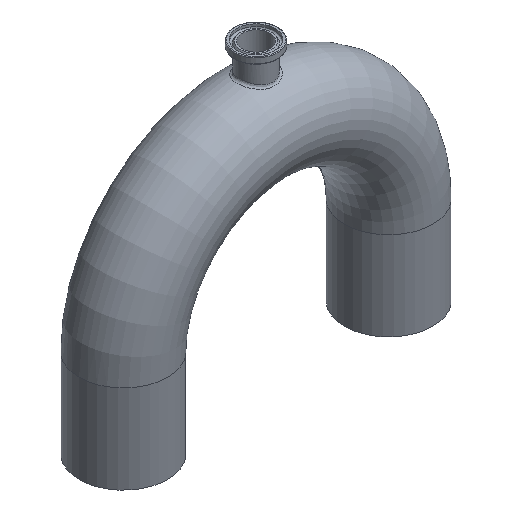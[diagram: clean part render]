
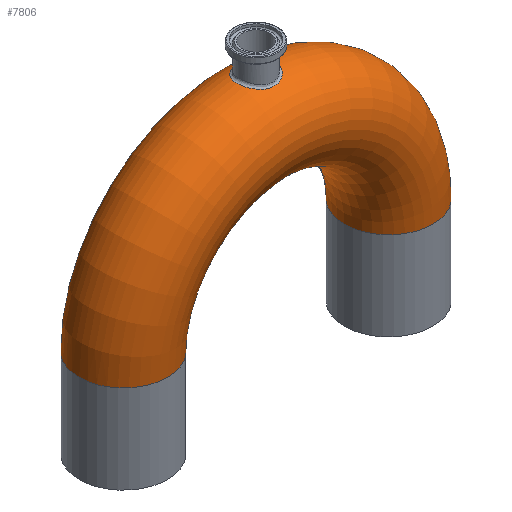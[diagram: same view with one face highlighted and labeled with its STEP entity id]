
A CAD part, isometric view. The second image highlights one B-rep face of the part: STEP entity #7806.
In plain terms, the highlighted toroidal (fillet/blend) face has major radius 76.2 mm and minor radius 25.4 mm.
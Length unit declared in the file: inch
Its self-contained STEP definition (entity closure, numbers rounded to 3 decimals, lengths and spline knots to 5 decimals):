
#20=TOROIDAL_SURFACE('',#8310,3.,1.);
#155=FACE_BOUND('',#1460,.T.);
#156=FACE_BOUND('',#1461,.T.);
#968=FACE_OUTER_BOUND('',#1459,.T.);
#1459=EDGE_LOOP('',(#7267));
#1460=EDGE_LOOP('',(#7268));
#1461=EDGE_LOOP('',(#7269));
#1629=CIRCLE('',#8268,1.);
#1644=CIRCLE('',#8301,1.);
#3041=B_SPLINE_CURVE_WITH_KNOTS('',3,(#17144,#17145,#17146,#17147,#17148,
#17149,#17150,#17151,#17152,#17153,#17154,#17155,#17156,#17157,#17158,#17159,
#17160,#17161,#17162,#17163,#17164,#17165,#17166,#17167,#17168,#17169,#17170,
#17171),.UNSPECIFIED.,.T.,.F.,(4,1,1,1,1,1,1,1,1,1,1,1,1,1,1,1,1,1,1,1,
1,1,1,1,1,4),(-4.52844,-4.20498,-4.09717,-3.6659,
-3.34245,-3.26159,-3.23463,-3.019,
-2.80337,-2.69555,-2.3721,-1.94083,
-1.65332,-1.43769,-1.36581,-1.0783,
-0.50328,-0.46734,-0.21576,0.10769,
0.2155,0.32332,0.43114,0.64677,
1.07804,1.5093),.UNSPECIFIED.);
#3796=VERTEX_POINT('',#16967);
#3797=VERTEX_POINT('',#17113);
#3813=VERTEX_POINT('',#17254);
#4946=EDGE_CURVE('',#3796,#3796,#1629,.T.);
#4949=EDGE_CURVE('',#3797,#3797,#3041,.T.);
#4964=EDGE_CURVE('',#3813,#3813,#1644,.T.);
#7267=ORIENTED_EDGE('',*,*,#4964,.F.);
#7268=ORIENTED_EDGE('',*,*,#4949,.F.);
#7269=ORIENTED_EDGE('',*,*,#4946,.F.);
#7806=ADVANCED_FACE('',(#968,#155,#156),#20,.T.);
#8268=AXIS2_PLACEMENT_3D('',#16968,#9733,#9734);
#8301=AXIS2_PLACEMENT_3D('',#17255,#9799,#9800);
#8310=AXIS2_PLACEMENT_3D('',#17267,#9817,#9818);
#9733=DIRECTION('center_axis',(0.,0.,
-1.));
#9734=DIRECTION('ref_axis',(-1.,0.,0.));
#9799=DIRECTION('center_axis',(0.,0.,
-1.));
#9800=DIRECTION('ref_axis',(1.,0.,0.));
#9817=DIRECTION('center_axis',(0.,1.,0.));
#9818=DIRECTION('ref_axis',(0.707,0.,0.707));
#16967=CARTESIAN_POINT('',(3.83238,-1.,-2.473));
#16968=CARTESIAN_POINT('Origin',(3.83238,0.,
-2.473));
#17113=CARTESIAN_POINT('',(0.83238,0.41176,1.43829));
#17144=CARTESIAN_POINT('Ctrl Pts',(0.83239,0.41179,
1.43825));
#17145=CARTESIAN_POINT('Ctrl Pts',(0.78373,0.4118,
1.43824));
#17146=CARTESIAN_POINT('Ctrl Pts',(0.71879,0.4011,
1.44202));
#17147=CARTESIAN_POINT('Ctrl Pts',(0.59965,0.35375,
1.45653));
#17148=CARTESIAN_POINT('Ctrl Pts',(0.49728,0.27559,
1.47765));
#17149=CARTESIAN_POINT('Ctrl Pts',(0.4361,0.17009,
1.49406));
#17150=CARTESIAN_POINT('Ctrl Pts',(0.41725,0.11093,
1.49929));
#17151=CARTESIAN_POINT('Ctrl Pts',(0.40574,0.06587,
1.50253));
#17152=CARTESIAN_POINT('Ctrl Pts',(0.39793,0.,
1.50482));
#17153=CARTESIAN_POINT('Ctrl Pts',(0.40713,-0.07749,
1.50212));
#17154=CARTESIAN_POINT('Ctrl Pts',(0.43412,-0.16668,
1.49458));
#17155=CARTESIAN_POINT('Ctrl Pts',(0.4973,-0.27559,
1.47765));
#17156=CARTESIAN_POINT('Ctrl Pts',(0.62092,-0.37004,
1.45212));
#17157=CARTESIAN_POINT('Ctrl Pts',(0.75621,-0.41019,
1.43882));
#17158=CARTESIAN_POINT('Ctrl Pts',(0.84335,-0.41332,
1.43778));
#17159=CARTESIAN_POINT('Ctrl Pts',(0.92935,-0.40399,
1.44086));
#17160=CARTESIAN_POINT('Ctrl Pts',(1.06471,-0.36395,
1.45421));
#17161=CARTESIAN_POINT('Ctrl Pts',(1.16642,-0.27375,
1.47796));
#17162=CARTESIAN_POINT('Ctrl Pts',(1.22862,-0.16615,
1.49399));
#17163=CARTESIAN_POINT('Ctrl Pts',(1.26094,-0.08362,
1.50305));
#17164=CARTESIAN_POINT('Ctrl Pts',(1.26681,0.01594,
1.5048));
#17165=CARTESIAN_POINT('Ctrl Pts',(1.25312,0.09235,
1.50085));
#17166=CARTESIAN_POINT('Ctrl Pts',(1.23964,0.13694,1.49709));
#17167=CARTESIAN_POINT('Ctrl Pts',(1.21485,0.19393,1.49034));
#17168=CARTESIAN_POINT('Ctrl Pts',(1.15462,0.28531,1.47507));
#17169=CARTESIAN_POINT('Ctrl Pts',(1.02688,0.38318,1.44846));
#17170=CARTESIAN_POINT('Ctrl Pts',(0.89727,0.41178,
1.43828));
#17171=CARTESIAN_POINT('Ctrl Pts',(0.83239,0.41179,
1.43825));
#17254=CARTESIAN_POINT('',(-2.16762,1.,-2.473));
#17255=CARTESIAN_POINT('Origin',(-2.16762,0.,
-2.473));
#17267=CARTESIAN_POINT('Origin',(0.83238,0.,
-2.473));
